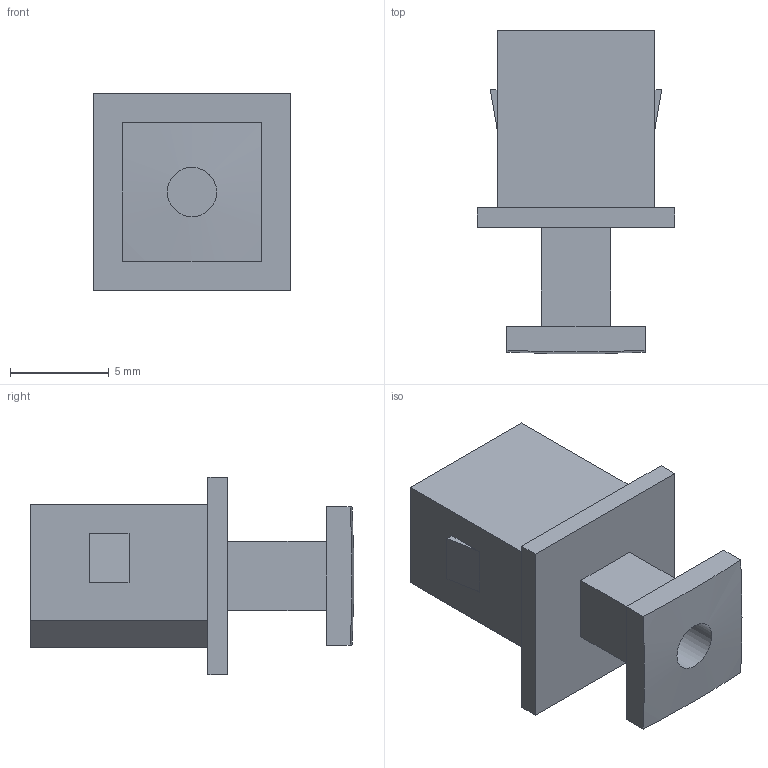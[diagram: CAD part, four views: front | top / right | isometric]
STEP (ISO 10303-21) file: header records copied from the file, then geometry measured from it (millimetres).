
FILE_DESCRIPTION( ( 'Unknown' ), '1' );
FILE_NAME( '726141001.stp', 'Unknown', ( 'Unknown' ), ( 'Unknown' ), 'PSStep 18.0.17', 'Unknown', ' ' );
FILE_SCHEMA( ( 'AUTOMOTIVE_DESIGN { 1 0 10303 214 1 1 1 1 }' ) );
Length unit declared in the file: millimetre
Products named in the file (1): 1
Bounding box: 10 x 16.39 x 10 mm (x, y, z)
Volume: 539.2 mm3; surface area: 867.2 mm2
Topology: 1 solids, 1 shells, 38 faces, 90 edges, 60 vertices
Faces by surface type: plane 36, sphere 1, cylinder 1
Full cylindrical faces by diameter (mm): 2.5 x1
Entity records: 1372 total; most frequent: CARTESIAN_POINT 183, ORIENTED_EDGE 172, DIRECTION 170, EDGE_CURVE 86, LINE 80, VECTOR 80, VERTEX_POINT 58, EDGE_LOOP 46
